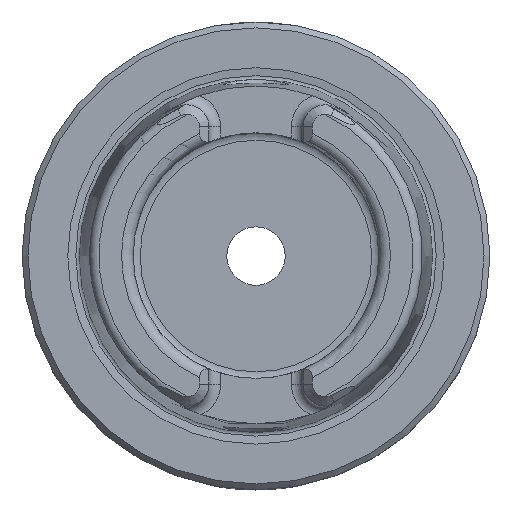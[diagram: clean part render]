
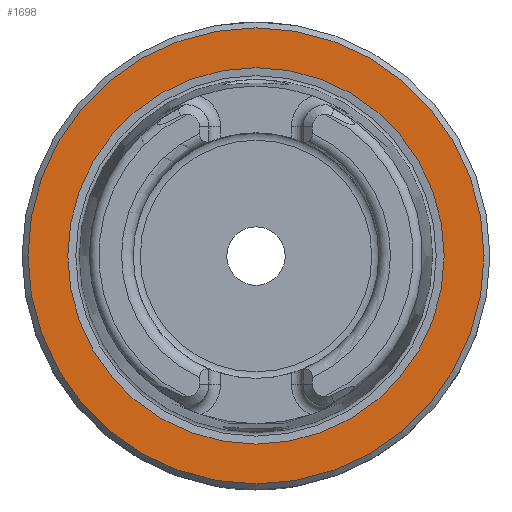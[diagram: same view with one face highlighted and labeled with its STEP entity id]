
A CAD part, top view. The second image highlights one B-rep face of the part: STEP entity #1698.
In plain terms, the highlighted planar face has unit normal (0, 0, 1).
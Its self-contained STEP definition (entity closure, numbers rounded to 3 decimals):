
#429=ORIENTED_EDGE('',*,*,#637,.F.);
#430=ORIENTED_EDGE('',*,*,#636,.T.);
#636=EDGE_CURVE('',#748,#748,#815,.T.);
#637=EDGE_CURVE('',#749,#749,#816,.T.);
#748=VERTEX_POINT('',#2788);
#749=VERTEX_POINT('',#2791);
#815=CIRCLE('',#1833,19.5);
#816=CIRCLE('',#1835,16.094);
#911=EDGE_LOOP('',(#429));
#912=EDGE_LOOP('',(#430));
#1029=FACE_BOUND('',#911,.T.);
#1030=FACE_BOUND('',#912,.T.);
#1088=PLANE('',#1834);
#1698=ADVANCED_FACE('',(#1029,#1030),#1088,.F.);
#1833=AXIS2_PLACEMENT_3D('',#2787,#2127,#2128);
#1834=AXIS2_PLACEMENT_3D('',#2789,#2129,#2130);
#1835=AXIS2_PLACEMENT_3D('',#2790,#2131,#2132);
#2127=DIRECTION('',(0.,0.,1.));
#2128=DIRECTION('',(1.,0.,0.));
#2129=DIRECTION('',(0.,0.,-1.));
#2130=DIRECTION('',(-1.,0.,0.));
#2131=DIRECTION('',(0.,0.,1.));
#2132=DIRECTION('',(1.,0.,0.));
#2787=CARTESIAN_POINT('',(0.,0.,0.));
#2788=CARTESIAN_POINT('',(19.5,0.,0.));
#2789=CARTESIAN_POINT('',(16.094,0.,0.));
#2790=CARTESIAN_POINT('',(0.,0.,0.));
#2791=CARTESIAN_POINT('',(16.094,0.,0.));
